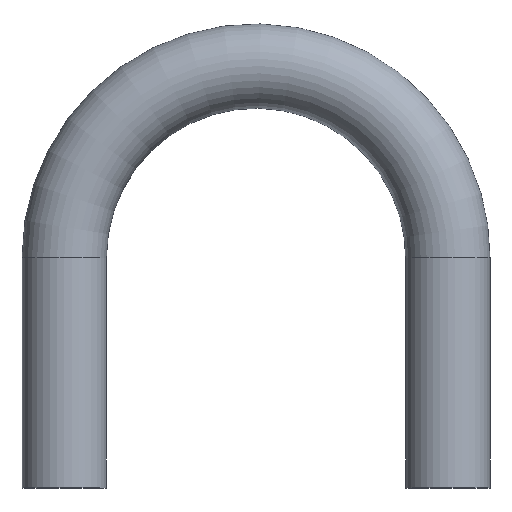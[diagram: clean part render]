
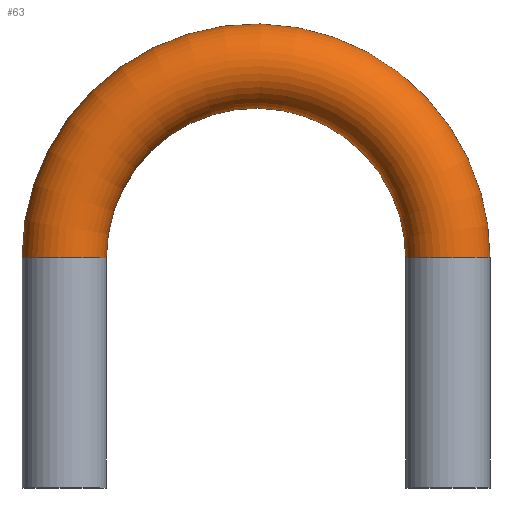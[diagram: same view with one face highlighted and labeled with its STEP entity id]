
A CAD part, top view. The second image highlights one B-rep face of the part: STEP entity #63.
In plain terms, the highlighted toroidal (fillet/blend) face has major radius 2.5 mm and minor radius 0.55 mm.
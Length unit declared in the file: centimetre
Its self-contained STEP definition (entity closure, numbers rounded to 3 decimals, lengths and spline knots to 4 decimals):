
#18=TOROIDAL_SURFACE('',#74,0.25,0.055);
#23=FACE_BOUND('',#36,.T.);
#28=FACE_OUTER_BOUND('',#35,.T.);
#35=EDGE_LOOP('',(#55));
#36=EDGE_LOOP('',(#56));
#38=CIRCLE('',#68,0.055);
#40=CIRCLE('',#72,0.055);
#42=VERTEX_POINT('',#99);
#44=VERTEX_POINT('',#105);
#46=EDGE_CURVE('',#42,#42,#38,.T.);
#48=EDGE_CURVE('',#44,#44,#40,.T.);
#55=ORIENTED_EDGE('',*,*,#48,.F.);
#56=ORIENTED_EDGE('',*,*,#46,.T.);
#63=ADVANCED_FACE('',(#28,#23),#18,.T.);
#68=AXIS2_PLACEMENT_3D('',#100,#81,#82);
#72=AXIS2_PLACEMENT_3D('',#106,#89,#90);
#74=AXIS2_PLACEMENT_3D('',#108,#93,#94);
#81=DIRECTION('center_axis',(0.,1.,0.));
#82=DIRECTION('ref_axis',(1.,0.,0.));
#89=DIRECTION('center_axis',(0.,-1.,0.));
#90=DIRECTION('ref_axis',(-1.,0.,0.));
#93=DIRECTION('center_axis',(0.,0.,-1.));
#94=DIRECTION('ref_axis',(-1.,0.,0.));
#99=CARTESIAN_POINT('',(-0.25,0.,0.055));
#100=CARTESIAN_POINT('Origin',(-0.25,0.,0.));
#105=CARTESIAN_POINT('',(0.25,0.,0.055));
#106=CARTESIAN_POINT('Origin',(0.25,0.,0.));
#108=CARTESIAN_POINT('Origin',(0.,0.,0.));
